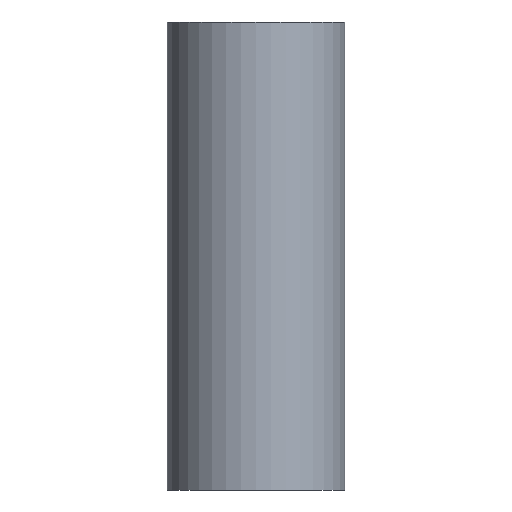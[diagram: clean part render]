
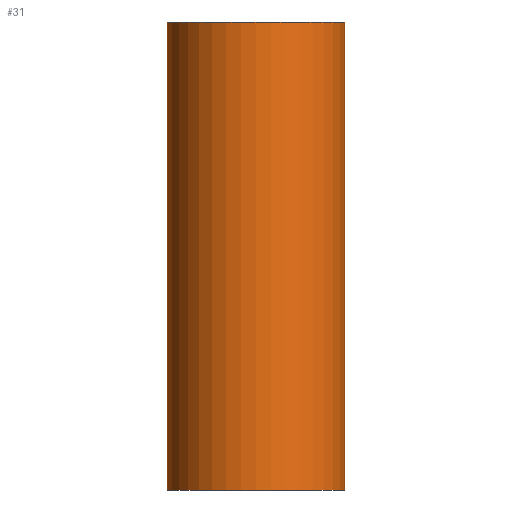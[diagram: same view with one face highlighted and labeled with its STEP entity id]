
A CAD part, front view. The second image highlights one B-rep face of the part: STEP entity #31.
In plain terms, the highlighted cylindrical face has radius 1.9 mm (diameter 3.8 mm), a full revolution.
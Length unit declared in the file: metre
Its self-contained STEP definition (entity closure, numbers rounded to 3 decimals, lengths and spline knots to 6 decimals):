
#31=ADVANCED_FACE('',(#59,#60),#61,.T.);
#59=FACE_OUTER_BOUND('',#83,.T.);
#60=FACE_OUTER_BOUND('',#84,.T.);
#61=CYLINDRICAL_SURFACE('',#85,0.0019);
#83=EDGE_LOOP('',(#103));
#84=EDGE_LOOP('',(#104));
#85=AXIS2_PLACEMENT_3D('',#105,#106,#107);
#103=ORIENTED_EDGE('',*,*,#125,.T.);
#104=ORIENTED_EDGE('',*,*,#126,.T.);
#105=CARTESIAN_POINT('',(0.0,0.0,0.0));
#106=DIRECTION('',(0.0,0.0,1.0));
#107=DIRECTION('',(1.0,0.0,0.0));
#125=EDGE_CURVE('',#136,#136,#137,.T.);
#126=EDGE_CURVE('',#138,#138,#139,.T.);
#136=VERTEX_POINT('',#149);
#137=CIRCLE('',#150,0.0019);
#138=VERTEX_POINT('',#151);
#139=CIRCLE('',#152,0.0019);
#149=CARTESIAN_POINT('',(0.0019,0.0,0.01));
#150=AXIS2_PLACEMENT_3D('',#162,#163,#164);
#151=CARTESIAN_POINT('',(0.0019,0.0,0.0));
#152=AXIS2_PLACEMENT_3D('',#165,#166,#167);
#162=CARTESIAN_POINT('',(0.0,0.0,0.01));
#163=DIRECTION('',(0.0,0.0,-1.0));
#164=DIRECTION('',(1.0,0.0,0.0));
#165=CARTESIAN_POINT('',(0.0,0.0,0.0));
#166=DIRECTION('',(0.0,0.0,1.0));
#167=DIRECTION('',(1.0,0.0,0.0));
